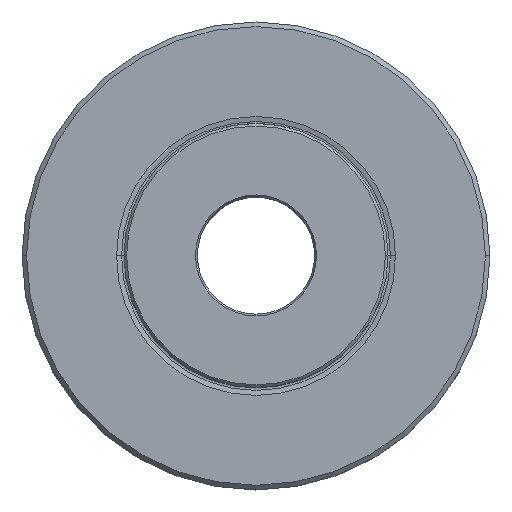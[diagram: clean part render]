
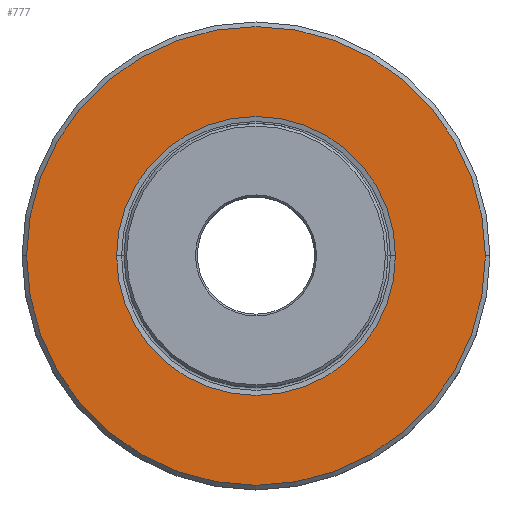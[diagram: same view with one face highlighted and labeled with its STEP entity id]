
A CAD part, top view. The second image highlights one B-rep face of the part: STEP entity #777.
In plain terms, the highlighted planar face has unit normal (0, 0, 1).
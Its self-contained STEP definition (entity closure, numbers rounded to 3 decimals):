
#465=VERTEX_POINT('NONE',#1110);
#467=EDGE_CURVE('NONE',#465,#727,#1112,.T.);
#545=EDGE_CURVE('NONE',#727,#465,#1197,.T.);
#669=VERTEX_POINT('NONE',#1336);
#727=VERTEX_POINT('NONE',#1400);
#755=EDGE_CURVE('NONE',#789,#669,#1431,.T.);
#777=ADVANCED_FACE('NONE',(#1453,#1454),#1455,.T.);
#789=VERTEX_POINT('NONE',#1471);
#869=EDGE_CURVE('NONE',#669,#789,#1563,.T.);
#1110=CARTESIAN_POINT('',(-31.275,0.,0.0));
#1112=CIRCLE('',#1906,31.275);
#1197=CIRCLE('',#2054,31.275);
#1336=CARTESIAN_POINT('',(19.012,0.,0.0));
#1400=CARTESIAN_POINT('',(31.275,0.,0.0));
#1431=CIRCLE('',#2406,19.012);
#1453=FACE_OUTER_BOUND('',#2439,.T.);
#1454=FACE_BOUND('',#2440,.T.);
#1455=PLANE('',#2441);
#1471=CARTESIAN_POINT('',(-19.012,0.,0.0));
#1563=CIRCLE('',#2580,19.012);
#1906=AXIS2_PLACEMENT_3D('',#2901,#2902,#2903);
#2054=AXIS2_PLACEMENT_3D('',#3008,#3009,#3010);
#2406=AXIS2_PLACEMENT_3D('',#3288,#3289,#3290);
#2439=EDGE_LOOP('',(#3298,#3299));
#2440=EDGE_LOOP('',(#3300,#3301));
#2441=AXIS2_PLACEMENT_3D('',#3302,#3303,#3304);
#2580=AXIS2_PLACEMENT_3D('',#3467,#3468,#3469);
#2901=CARTESIAN_POINT('',(0.0,0.0,0.0));
#2902=DIRECTION('',(0.0,0.0,-1.0));
#2903=DIRECTION('',(0.0,1.0,0.0));
#3008=CARTESIAN_POINT('',(0.0,0.0,0.0));
#3009=DIRECTION('',(0.0,0.0,-1.0));
#3010=DIRECTION('',(0.0,1.0,0.0));
#3288=CARTESIAN_POINT('',(0.0,0.0,0.0));
#3289=DIRECTION('',(0.0,-0.0,1.0));
#3290=DIRECTION('',(0.0,1.0,0.0));
#3298=ORIENTED_EDGE('',*,*,#467,.F.);
#3299=ORIENTED_EDGE('',*,*,#545,.F.);
#3300=ORIENTED_EDGE('',*,*,#869,.F.);
#3301=ORIENTED_EDGE('',*,*,#755,.F.);
#3302=CARTESIAN_POINT('',(-38.0,0.0,0.0));
#3303=DIRECTION('',(0.0,-0.0,1.0));
#3304=DIRECTION('',(0.0,1.0,0.0));
#3467=CARTESIAN_POINT('',(0.0,0.0,0.0));
#3468=DIRECTION('',(0.0,-0.0,1.0));
#3469=DIRECTION('',(0.0,1.0,0.0));
